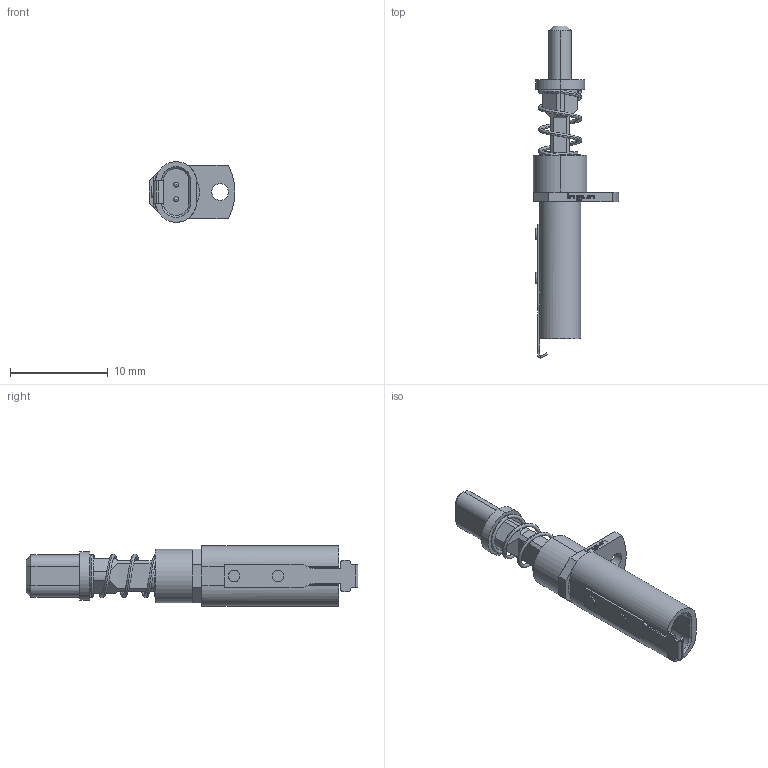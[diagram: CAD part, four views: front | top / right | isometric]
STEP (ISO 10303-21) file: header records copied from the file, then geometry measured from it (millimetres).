
FILE_DESCRIPTION (( 'STEP AP203' ), '1' );
FILE_NAME ('INGUN_HFS-804_306_090_A_xx42_MTD.STEP', '2023-11-08T08:01:20', ( '' ), ( '' ), 'SwSTEP 2.0', 'SolidWorks 2021', '' );
FILE_SCHEMA (( 'CONFIG_CONTROL_DESIGN' ));
Length unit declared in the file: millimetre
Products named in the file (1): INGUN_HFS-804_306_090_A_xx42_MTD
Bounding box: 8.75 x 33.98 x 6.2 mm (x, y, z)
Volume: 481.4 mm3; surface area: 828 mm2
Topology: 1 solids, 1 shells, 369 faces, 880 edges, 534 vertices
Faces by surface type: plane 254, cylinder 90, cone 18, torus 3, bspline 2, sphere 2
Entity records: 11463 total; most frequent: CARTESIAN_POINT 2980, DIRECTION 1755, ORIENTED_EDGE 1748, EDGE_CURVE 874, AXIS2_PLACEMENT_3D 587, LINE 581, VECTOR 581, VERTEX_POINT 530
